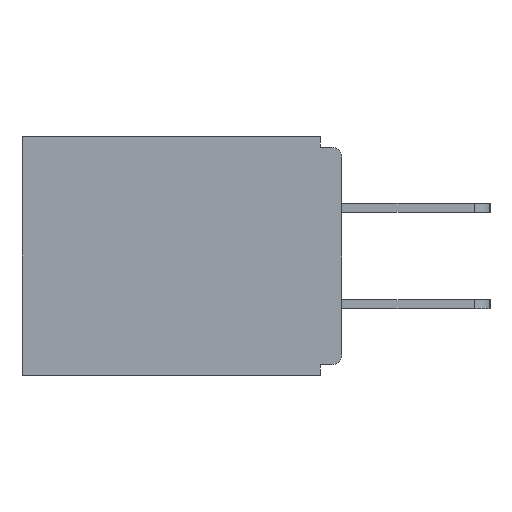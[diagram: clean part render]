
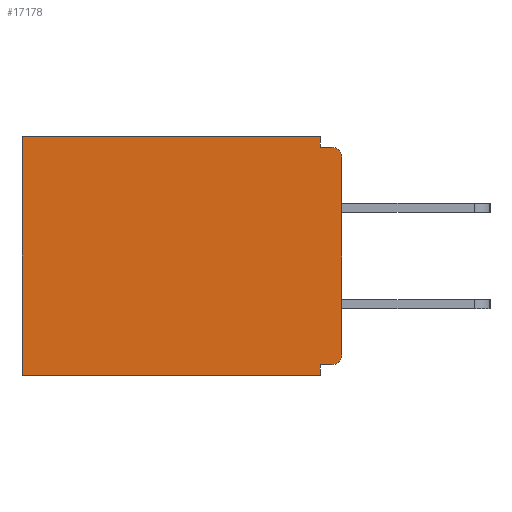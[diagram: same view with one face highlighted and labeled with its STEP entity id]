
A CAD part, left-side view. The second image highlights one B-rep face of the part: STEP entity #17178.
In plain terms, the highlighted planar face has unit normal (-1, 0, 0).
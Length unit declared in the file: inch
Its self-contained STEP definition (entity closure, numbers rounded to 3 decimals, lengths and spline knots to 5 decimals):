
#451 = CARTESIAN_POINT ( 'NONE',  ( 0.298, 0., -0.313 ) ) ;
#569 = ORIENTED_EDGE ( 'NONE', *, *, #3301, .T. ) ;
#1353 = DIRECTION ( 'NONE',  ( 0., 0., -1. ) ) ;
#1426 = DIRECTION ( 'NONE',  ( 0., 0., -1. ) ) ;
#1592 = VECTOR ( 'NONE', #20038, 39.37008 ) ;
#1633 = LINE ( 'NONE', #5916, #3018 ) ;
#1684 = DIRECTION ( 'NONE',  ( 0., 1., 0. ) ) ;
#3018 = VECTOR ( 'NONE', #13047, 39.37008 ) ;
#3141 = EDGE_CURVE ( 'NONE', #5897, #7599, #1633, .T. ) ;
#3154 = ORIENTED_EDGE ( 'NONE', *, *, #16727, .F. ) ;
#3202 = EDGE_LOOP ( 'NONE', ( #12065, #21183, #20114, #22648, #569, #3154, #10716, #14332, #11221, #18270 ) ) ;
#3301 = EDGE_CURVE ( 'NONE', #18954, #18327, #10509, .T. ) ;
#3371 = EDGE_CURVE ( 'NONE', #3960, #15814, #14063, .T. ) ;
#3501 = DIRECTION ( 'NONE',  ( -1., 0., 0. ) ) ;
#3960 = VERTEX_POINT ( 'NONE', #5153 ) ;
#4288 = CARTESIAN_POINT ( 'NONE',  ( 0.298, 0.46, 0. ) ) ;
#4401 = EDGE_CURVE ( 'NONE', #7599, #14144, #5810, .T. ) ;
#4590 = CARTESIAN_POINT ( 'NONE',  ( 0.298, 0., -0.343 ) ) ;
#4654 = VERTEX_POINT ( 'NONE', #12808 ) ;
#4706 = AXIS2_PLACEMENT_3D ( 'NONE', #8782, #3501, #12214 ) ;
#5153 = CARTESIAN_POINT ( 'NONE',  ( 0.298, 0.031, -0.328 ) ) ;
#5457 = CARTESIAN_POINT ( 'NONE',  ( 0.298, 0.031, -0.015 ) ) ;
#5810 = LINE ( 'NONE', #17134, #21896 ) ;
#5897 = VERTEX_POINT ( 'NONE', #16666 ) ;
#5916 = CARTESIAN_POINT ( 'NONE',  ( 0.298, 0.031, -0.343 ) ) ;
#6756 = CARTESIAN_POINT ( 'NONE',  ( 0.298, 0.015, -0.313 ) ) ;
#7599 = VERTEX_POINT ( 'NONE', #5457 ) ;
#7972 = CARTESIAN_POINT ( 'NONE',  ( 0.298, 0.46, -0.343 ) ) ;
#8782 = CARTESIAN_POINT ( 'NONE',  ( 0.298, 0.015, -0.03 ) ) ;
#9076 = FACE_OUTER_BOUND ( 'NONE', #3202, .T. ) ;
#9316 = DIRECTION ( 'NONE',  ( 0., 0., -1. ) ) ;
#9669 = VECTOR ( 'NONE', #15954, 39.37008 ) ;
#9709 = EDGE_CURVE ( 'NONE', #4654, #3960, #20784, .T. ) ;
#10467 = LINE ( 'NONE', #20254, #1592 ) ;
#10483 = LINE ( 'NONE', #4590, #18506 ) ;
#10509 = LINE ( 'NONE', #10720, #9669 ) ;
#10716 = ORIENTED_EDGE ( 'NONE', *, *, #3371, .F. ) ;
#10720 = CARTESIAN_POINT ( 'NONE',  ( 0.298, 0.46, 0. ) ) ;
#11221 = ORIENTED_EDGE ( 'NONE', *, *, #21260, .T. ) ;
#11270 = EDGE_CURVE ( 'NONE', #5897, #18954, #16354, .T. ) ;
#11914 = DIRECTION ( 'NONE',  ( 1., 0., 0. ) ) ;
#12065 = ORIENTED_EDGE ( 'NONE', *, *, #17241, .T. ) ;
#12199 = DIRECTION ( 'NONE',  ( -1., 0., 0. ) ) ;
#12214 = DIRECTION ( 'NONE',  ( 0., 0., -1. ) ) ;
#12806 = CARTESIAN_POINT ( 'NONE',  ( 0.298, 0.031, -0.343 ) ) ;
#12808 = CARTESIAN_POINT ( 'NONE',  ( 0.298, 0.015, -0.328 ) ) ;
#13047 = DIRECTION ( 'NONE',  ( 0., 0., -1. ) ) ;
#13342 = VERTEX_POINT ( 'NONE', #451 ) ;
#13481 = CARTESIAN_POINT ( 'NONE',  ( 0.298, 0., -0.03 ) ) ;
#13743 = DIRECTION ( 'NONE',  ( 0., 1., 0. ) ) ;
#14063 = LINE ( 'NONE', #12806, #17398 ) ;
#14125 = VECTOR ( 'NONE', #1684, 39.37008 ) ;
#14142 = CARTESIAN_POINT ( 'NONE',  ( 0.298, 0., 0. ) ) ;
#14144 = VERTEX_POINT ( 'NONE', #18784 ) ;
#14300 = CIRCLE ( 'NONE', #4706, 0.015 ) ;
#14332 = ORIENTED_EDGE ( 'NONE', *, *, #9709, .F. ) ;
#15294 = PLANE ( 'NONE',  #22957 ) ;
#15413 = DIRECTION ( 'NONE',  ( 0., 1., 0. ) ) ;
#15655 = DIRECTION ( 'NONE',  ( 0., -1., 0. ) ) ;
#15676 = CARTESIAN_POINT ( 'NONE',  ( 0.298, 0., -0.328 ) ) ;
#15814 = VERTEX_POINT ( 'NONE', #20522 ) ;
#15954 = DIRECTION ( 'NONE',  ( 0., 0., -1. ) ) ;
#16354 = LINE ( 'NONE', #14142, #14125 ) ;
#16666 = CARTESIAN_POINT ( 'NONE',  ( 0.298, 0.031, 0. ) ) ;
#16727 = EDGE_CURVE ( 'NONE', #15814, #18327, #10483, .T. ) ;
#17134 = CARTESIAN_POINT ( 'NONE',  ( 0.298, 0., -0.015 ) ) ;
#17178 = ADVANCED_FACE ( 'NONE', ( #9076 ), #15294, .F. ) ;
#17220 = CIRCLE ( 'NONE', #18939, 0.015 ) ;
#17241 = EDGE_CURVE ( 'NONE', #18943, #14144, #14300, .T. ) ;
#17398 = VECTOR ( 'NONE', #9316, 39.37008 ) ;
#17539 = EDGE_CURVE ( 'NONE', #18943, #13342, #10467, .T. ) ;
#18270 = ORIENTED_EDGE ( 'NONE', *, *, #17539, .F. ) ;
#18327 = VERTEX_POINT ( 'NONE', #7972 ) ;
#18506 = VECTOR ( 'NONE', #15413, 39.37008 ) ;
#18784 = CARTESIAN_POINT ( 'NONE',  ( 0.298, 0.015, -0.015 ) ) ;
#18939 = AXIS2_PLACEMENT_3D ( 'NONE', #6756, #12199, #1426 ) ;
#18943 = VERTEX_POINT ( 'NONE', #13481 ) ;
#18954 = VERTEX_POINT ( 'NONE', #4288 ) ;
#19374 = VECTOR ( 'NONE', #13743, 39.37008 ) ;
#20038 = DIRECTION ( 'NONE',  ( 0., 0., -1. ) ) ;
#20114 = ORIENTED_EDGE ( 'NONE', *, *, #3141, .F. ) ;
#20254 = CARTESIAN_POINT ( 'NONE',  ( 0.298, 0., 0. ) ) ;
#20522 = CARTESIAN_POINT ( 'NONE',  ( 0.298, 0.031, -0.343 ) ) ;
#20719 = CARTESIAN_POINT ( 'NONE',  ( 0.298, 0., 0. ) ) ;
#20784 = LINE ( 'NONE', #15676, #19374 ) ;
#21183 = ORIENTED_EDGE ( 'NONE', *, *, #4401, .F. ) ;
#21260 = EDGE_CURVE ( 'NONE', #4654, #13342, #17220, .T. ) ;
#21896 = VECTOR ( 'NONE', #15655, 39.37008 ) ;
#22648 = ORIENTED_EDGE ( 'NONE', *, *, #11270, .T. ) ;
#22957 = AXIS2_PLACEMENT_3D ( 'NONE', #20719, #11914, #1353 ) ;
